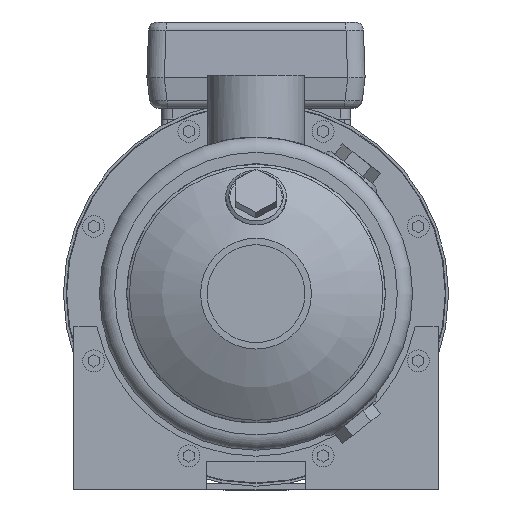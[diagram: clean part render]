
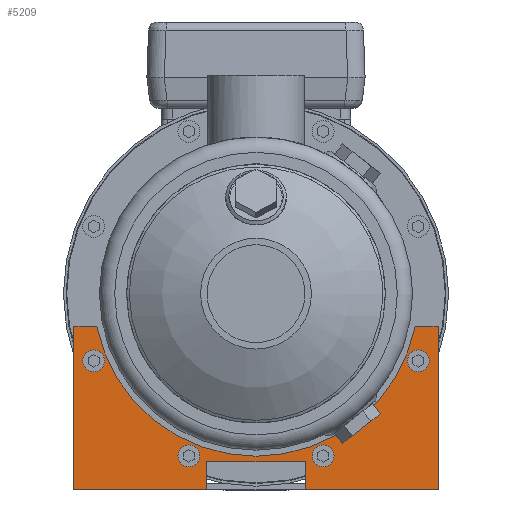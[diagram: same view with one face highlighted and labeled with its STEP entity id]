
A CAD part, left-side view. The second image highlights one B-rep face of the part: STEP entity #5209.
In plain terms, the highlighted face is planar.
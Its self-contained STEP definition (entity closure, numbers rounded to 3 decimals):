
#420=LINE('',#13843,#821);
#422=LINE('',#13847,#823);
#429=LINE('',#13861,#830);
#431=LINE('',#13866,#832);
#441=LINE('',#13886,#842);
#445=LINE('',#13894,#846);
#447=LINE('',#13907,#848);
#448=LINE('',#13910,#849);
#449=LINE('',#13912,#850);
#821=VECTOR('',#8489,1000.);
#823=VECTOR('',#8493,1000.);
#830=VECTOR('',#8502,1000.);
#832=VECTOR('',#8506,1000.);
#842=VECTOR('',#8522,1000.);
#846=VECTOR('',#8526,1000.);
#848=VECTOR('',#8540,1000.);
#849=VECTOR('',#8543,1000.);
#850=VECTOR('',#8544,1000.);
#2211=ORIENTED_EDGE('',*,*,#3044,.F.);
#2212=ORIENTED_EDGE('',*,*,#3045,.F.);
#2213=ORIENTED_EDGE('',*,*,#3046,.F.);
#2214=ORIENTED_EDGE('',*,*,#3047,.F.);
#2215=ORIENTED_EDGE('',*,*,#3048,.F.);
#2216=ORIENTED_EDGE('',*,*,#3037,.F.);
#2217=ORIENTED_EDGE('',*,*,#3017,.T.);
#2218=ORIENTED_EDGE('',*,*,#3015,.T.);
#2219=ORIENTED_EDGE('',*,*,#3049,.F.);
#2220=ORIENTED_EDGE('',*,*,#3024,.T.);
#2221=ORIENTED_EDGE('',*,*,#3026,.F.);
#2222=ORIENTED_EDGE('',*,*,#3041,.F.);
#2223=ORIENTED_EDGE('',*,*,#3050,.F.);
#2224=ORIENTED_EDGE('',*,*,#3051,.F.);
#3015=EDGE_CURVE('',#3548,#3547,#420,.T.);
#3017=EDGE_CURVE('',#3549,#3548,#422,.T.);
#3024=EDGE_CURVE('',#3552,#3554,#429,.T.);
#3026=EDGE_CURVE('',#3556,#3554,#431,.T.);
#3037=EDGE_CURVE('',#3549,#3564,#441,.T.);
#3041=EDGE_CURVE('',#3567,#3556,#445,.T.);
#3044=EDGE_CURVE('',#3569,#3569,#3830,.T.);
#3045=EDGE_CURVE('',#3570,#3570,#3831,.T.);
#3046=EDGE_CURVE('',#3571,#3571,#3832,.T.);
#3047=EDGE_CURVE('',#3572,#3572,#3833,.T.);
#3048=EDGE_CURVE('',#3564,#3573,#447,.T.);
#3049=EDGE_CURVE('',#3552,#3547,#3834,.T.);
#3050=EDGE_CURVE('',#3574,#3567,#448,.T.);
#3051=EDGE_CURVE('',#3573,#3574,#449,.T.);
#3547=VERTEX_POINT('',#13842);
#3548=VERTEX_POINT('',#13844);
#3549=VERTEX_POINT('',#13848);
#3552=VERTEX_POINT('',#13856);
#3554=VERTEX_POINT('',#13860);
#3556=VERTEX_POINT('',#13865);
#3564=VERTEX_POINT('',#13887);
#3567=VERTEX_POINT('',#13893);
#3569=VERTEX_POINT('',#13900);
#3570=VERTEX_POINT('',#13902);
#3571=VERTEX_POINT('',#13904);
#3572=VERTEX_POINT('',#13906);
#3573=VERTEX_POINT('',#13908);
#3574=VERTEX_POINT('',#13911);
#3830=CIRCLE('',#7168,5.);
#3831=CIRCLE('',#7169,5.);
#3832=CIRCLE('',#7170,5.);
#3833=CIRCLE('',#7171,5.);
#3834=CIRCLE('',#7172,74.5);
#4222=EDGE_LOOP('',(#2211));
#4223=EDGE_LOOP('',(#2212));
#4224=EDGE_LOOP('',(#2213));
#4225=EDGE_LOOP('',(#2214));
#4226=EDGE_LOOP('',(#2215,#2216,#2217,#2218,#2219,#2220,#2221,#2222,#2223,
#2224));
#4672=FACE_BOUND('',#4222,.T.);
#4673=FACE_BOUND('',#4223,.T.);
#4674=FACE_BOUND('',#4224,.T.);
#4675=FACE_BOUND('',#4225,.T.);
#4676=FACE_BOUND('',#4226,.T.);
#4891=PLANE('',#7167);
#5209=ADVANCED_FACE('',(#4672,#4673,#4674,#4675,#4676),#4891,.T.);
#7167=AXIS2_PLACEMENT_3D('',#13898,#8530,#8531);
#7168=AXIS2_PLACEMENT_3D('',#13899,#8532,#8533);
#7169=AXIS2_PLACEMENT_3D('',#13901,#8534,#8535);
#7170=AXIS2_PLACEMENT_3D('',#13903,#8536,#8537);
#7171=AXIS2_PLACEMENT_3D('',#13905,#8538,#8539);
#7172=AXIS2_PLACEMENT_3D('',#13909,#8541,#8542);
#8489=DIRECTION('',(0.,-1.,0.));
#8493=DIRECTION('',(0.,0.,1.));
#8502=DIRECTION('',(0.,-1.,0.));
#8506=DIRECTION('',(0.,0.,1.));
#8522=DIRECTION('',(0.,-1.,0.));
#8526=DIRECTION('',(0.,-1.,0.));
#8530=DIRECTION('',(1.,0.,0.));
#8531=DIRECTION('',(0.,0.,-1.));
#8532=DIRECTION('',(1.,0.,0.));
#8533=DIRECTION('',(0.,0.,-1.));
#8534=DIRECTION('',(1.,0.,0.));
#8535=DIRECTION('',(0.,0.,-1.));
#8536=DIRECTION('',(1.,0.,0.));
#8537=DIRECTION('',(0.,0.,-1.));
#8538=DIRECTION('',(1.,0.,0.));
#8539=DIRECTION('',(0.,0.,-1.));
#8540=DIRECTION('',(0.,0.,1.));
#8541=DIRECTION('',(1.,0.,0.));
#8542=DIRECTION('',(0.,0.,-1.));
#8543=DIRECTION('',(0.,0.,-1.));
#8544=DIRECTION('',(0.,-1.,0.));
#13842=CARTESIAN_POINT('',(55.,72.974,75.));
#13843=CARTESIAN_POINT('',(55.,83.5,75.));
#13844=CARTESIAN_POINT('',(55.,83.5,75.));
#13847=CARTESIAN_POINT('',(55.,83.5,0.));
#13848=CARTESIAN_POINT('',(55.,83.5,0.));
#13856=CARTESIAN_POINT('',(55.,-72.974,75.));
#13860=CARTESIAN_POINT('',(55.,-83.5,75.));
#13861=CARTESIAN_POINT('',(55.,83.5,75.));
#13865=CARTESIAN_POINT('',(55.,-83.5,0.));
#13866=CARTESIAN_POINT('',(55.,-83.5,0.));
#13886=CARTESIAN_POINT('',(55.,83.5,0.));
#13887=CARTESIAN_POINT('',(55.,22.5,0.));
#13893=CARTESIAN_POINT('',(55.,-22.5,0.));
#13894=CARTESIAN_POINT('',(55.,83.5,0.));
#13898=CARTESIAN_POINT('',(55.,83.5,0.));
#13899=CARTESIAN_POINT('',(55.,74.372,59.194));
#13900=CARTESIAN_POINT('',(55.,74.372,54.194));
#13901=CARTESIAN_POINT('',(55.,30.806,15.628));
#13902=CARTESIAN_POINT('',(55.,30.806,10.628));
#13903=CARTESIAN_POINT('',(55.,-30.806,15.628));
#13904=CARTESIAN_POINT('',(55.,-30.806,10.628));
#13905=CARTESIAN_POINT('',(55.,-74.372,59.194));
#13906=CARTESIAN_POINT('',(55.,-74.372,54.194));
#13907=CARTESIAN_POINT('',(55.,22.5,0.));
#13908=CARTESIAN_POINT('',(55.,22.5,13.));
#13909=CARTESIAN_POINT('',(55.,0.,90.));
#13910=CARTESIAN_POINT('',(55.,-22.5,0.));
#13911=CARTESIAN_POINT('',(55.,-22.5,13.));
#13912=CARTESIAN_POINT('',(55.,83.5,13.));
